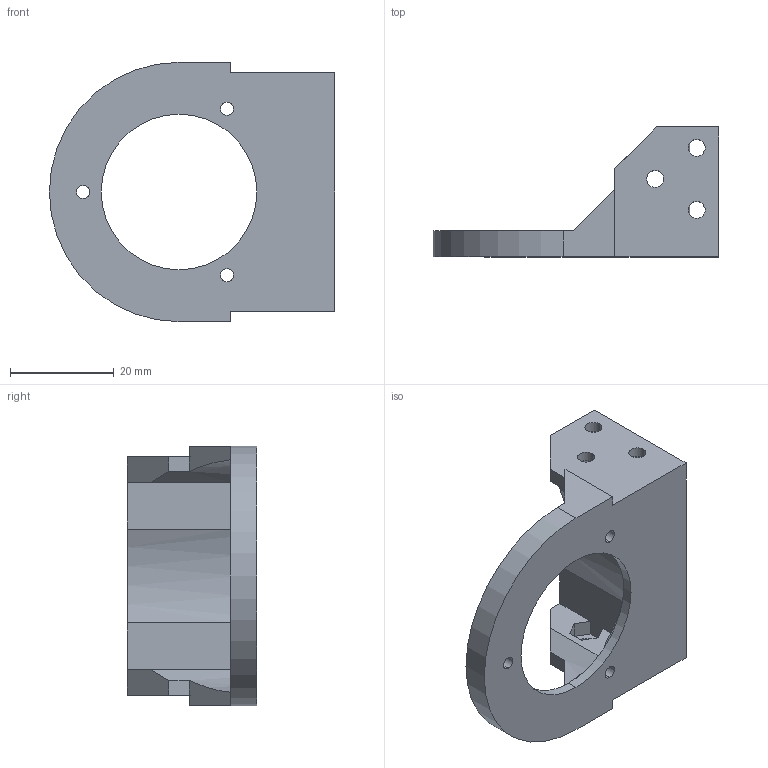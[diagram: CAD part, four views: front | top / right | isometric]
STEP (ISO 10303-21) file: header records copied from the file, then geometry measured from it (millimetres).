
FILE_DESCRIPTION (( 'STEP AP214' ), '1' );
FILE_NAME ('GIM3505盓殤憤祡唳.STEP', '2025-07-30T09:09:25', ( '' ), ( '' ), 'SwSTEP 2.0', 'SolidWorks 2018', '' );
FILE_SCHEMA (( 'AUTOMOTIVE_DESIGN' ));
Length unit declared in the file: millimetre
Products named in the file (1): GIM3505盓殤憤祡唳
Bounding box: 55 x 25 x 50 mm (x, y, z)
Volume: 11032.8 mm3; surface area: 8814.2 mm2
Topology: 1 solids, 1 shells, 128 faces, 356 edges, 236 vertices
Faces by surface type: plane 70, cylinder 56, cone 2
Entity records: 4200 total; most frequent: CARTESIAN_POINT 733, DIRECTION 728, ORIENTED_EDGE 712, EDGE_CURVE 356, AXIS2_PLACEMENT_3D 247, VERTEX_POINT 236, LINE 234, VECTOR 234
